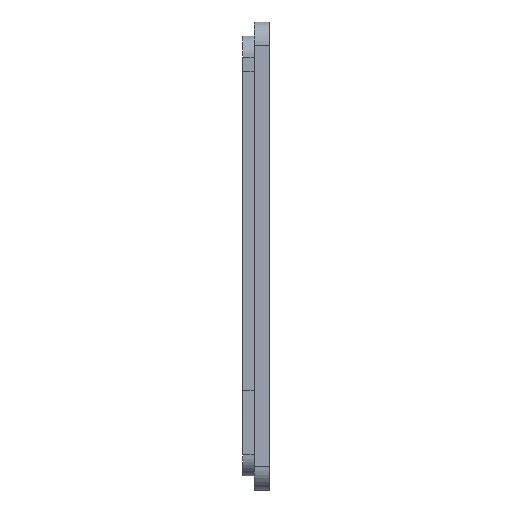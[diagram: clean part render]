
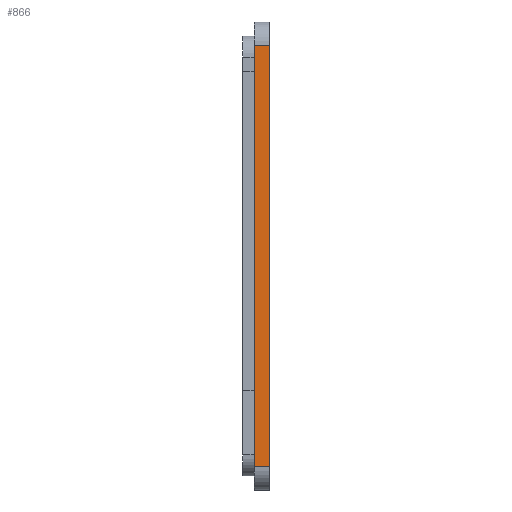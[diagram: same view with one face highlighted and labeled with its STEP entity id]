
A CAD part, left-side view. The second image highlights one B-rep face of the part: STEP entity #866.
In plain terms, the highlighted planar face has unit normal (-1, 0, 0).
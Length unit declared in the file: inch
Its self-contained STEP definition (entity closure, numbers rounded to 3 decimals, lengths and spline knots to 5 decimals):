
#21 = DIRECTION ( 'NONE',  ( 0., -1., 0. ) ) ;
#29 = DIRECTION ( 'NONE',  ( 0., 1., 0. ) ) ;
#56 = CARTESIAN_POINT ( 'NONE',  ( -1., 0.065, 1. ) ) ;
#119 = ORIENTED_EDGE ( 'NONE', *, *, #948, .T. ) ;
#183 = VERTEX_POINT ( 'NONE', #1631 ) ;
#206 = LINE ( 'NONE', #56, #1657 ) ;
#221 = VECTOR ( 'NONE', #1448, 39.37008 ) ;
#223 = CARTESIAN_POINT ( 'NONE',  ( -1., 0.065, -0.9 ) ) ;
#252 = VECTOR ( 'NONE', #21, 39.37008 ) ;
#272 = VERTEX_POINT ( 'NONE', #1417 ) ;
#394 = DIRECTION ( 'NONE',  ( 1., 0., 0. ) ) ;
#414 = CARTESIAN_POINT ( 'NONE',  ( -1., 0.065, 1. ) ) ;
#442 = VERTEX_POINT ( 'NONE', #763 ) ;
#574 = VECTOR ( 'NONE', #29, 39.37008 ) ;
#590 = EDGE_LOOP ( 'NONE', ( #593, #686, #1520, #119 ) ) ;
#593 = ORIENTED_EDGE ( 'NONE', *, *, #1029, .T. ) ;
#610 = AXIS2_PLACEMENT_3D ( 'NONE', #414, #394, #1229 ) ;
#686 = ORIENTED_EDGE ( 'NONE', *, *, #1017, .T. ) ;
#740 = LINE ( 'NONE', #874, #221 ) ;
#763 = CARTESIAN_POINT ( 'NONE',  ( -1., 0., 0.9 ) ) ;
#866 = ADVANCED_FACE ( 'NONE', ( #1237 ), #988, .F. ) ;
#874 = CARTESIAN_POINT ( 'NONE',  ( -1., 0., 1. ) ) ;
#948 = EDGE_CURVE ( 'NONE', #1692, #272, #1258, .T. ) ;
#988 = PLANE ( 'NONE',  #610 ) ;
#1017 = EDGE_CURVE ( 'NONE', #442, #183, #1693, .T. ) ;
#1029 = EDGE_CURVE ( 'NONE', #272, #442, #740, .T. ) ;
#1147 = CARTESIAN_POINT ( 'NONE',  ( -1., 0.065, 0.9 ) ) ;
#1171 = DIRECTION ( 'NONE',  ( 0., 0., 1. ) ) ;
#1229 = DIRECTION ( 'NONE',  ( 0., 0., -1. ) ) ;
#1237 = FACE_OUTER_BOUND ( 'NONE', #590, .T. ) ;
#1258 = LINE ( 'NONE', #1547, #252 ) ;
#1417 = CARTESIAN_POINT ( 'NONE',  ( -1., 0., -0.9 ) ) ;
#1448 = DIRECTION ( 'NONE',  ( 0., 0., 1. ) ) ;
#1520 = ORIENTED_EDGE ( 'NONE', *, *, #1690, .F. ) ;
#1547 = CARTESIAN_POINT ( 'NONE',  ( -1., 0.065, -0.9 ) ) ;
#1631 = CARTESIAN_POINT ( 'NONE',  ( -1., 0.065, 0.9 ) ) ;
#1657 = VECTOR ( 'NONE', #1171, 39.37008 ) ;
#1690 = EDGE_CURVE ( 'NONE', #1692, #183, #206, .T. ) ;
#1692 = VERTEX_POINT ( 'NONE', #223 ) ;
#1693 = LINE ( 'NONE', #1147, #574 ) ;
